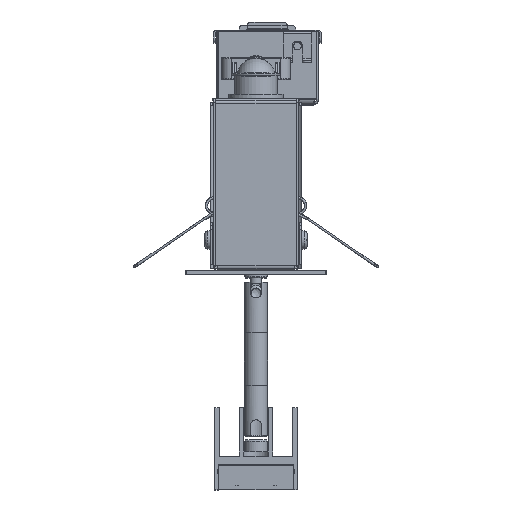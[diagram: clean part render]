
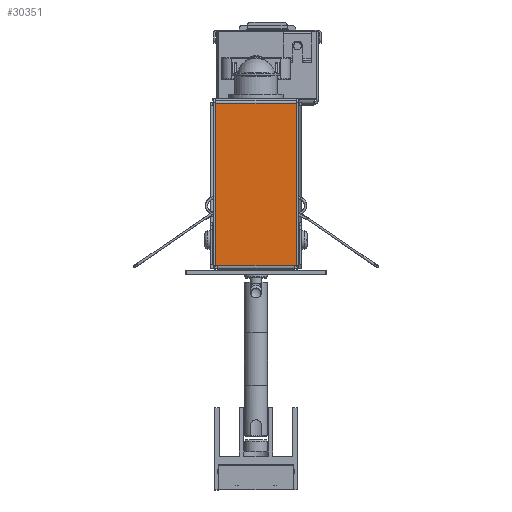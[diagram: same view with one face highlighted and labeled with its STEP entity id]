
A CAD part, top view. The second image highlights one B-rep face of the part: STEP entity #30351.
In plain terms, the highlighted planar face has unit normal (0, 0, 1).
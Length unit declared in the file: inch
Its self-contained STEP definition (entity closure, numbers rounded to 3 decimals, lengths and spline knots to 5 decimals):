
#4951 = AXIS2_PLACEMENT_3D ( 'NONE', #6498, #6499, #6500 ) ;
#6489 = PLANE ( 'NONE',  #4951 ) ;
#6498 = CARTESIAN_POINT ( 'NONE',  ( 0., 0.0396, 0.75835 ) ) ;
#6499 = DIRECTION ( 'NONE',  ( 0., 0., 1. ) ) ;
#6500 = DIRECTION ( 'NONE',  ( 0., 1., 0. ) ) ;
#6684 = VERTEX_POINT ( 'NONE', #14412 ) ;
#6700 = VERTEX_POINT ( 'NONE', #14431 ) ;
#6779 = VERTEX_POINT ( 'NONE', #14531 ) ;
#7881 = FACE_OUTER_BOUND ( 'NONE', #25621, .T. ) ;
#11511 = VERTEX_POINT ( 'NONE', #27460 ) ;
#11517 = VERTEX_POINT ( 'NONE', #27466 ) ;
#13043 = VERTEX_POINT ( 'NONE', #27625 ) ;
#14412 = CARTESIAN_POINT ( 'NONE',  ( 0.70875, 0.0796, 0.75835 ) ) ;
#14431 = CARTESIAN_POINT ( 'NONE',  ( -0.70875, 2.961, 0.75835 ) ) ;
#14531 = CARTESIAN_POINT ( 'NONE',  ( 0.70875, 2.961, 0.75835 ) ) ;
#25621 = EDGE_LOOP ( 'NONE', ( #25982, #25983, #25998, #26019, #26010, #26013 ) ) ;
#25982 = ORIENTED_EDGE ( 'NONE', *, *, #28637, .T. ) ;
#25983 = ORIENTED_EDGE ( 'NONE', *, *, #28638, .T. ) ;
#25998 = ORIENTED_EDGE ( 'NONE', *, *, #28639, .F. ) ;
#26010 = ORIENTED_EDGE ( 'NONE', *, *, #28635, .T. ) ;
#26013 = ORIENTED_EDGE ( 'NONE', *, *, #28641, .T. ) ;
#26019 = ORIENTED_EDGE ( 'NONE', *, *, #28640, .F. ) ;
#27460 = CARTESIAN_POINT ( 'NONE',  ( 0.69091, 0.0796, 0.75835 ) ) ;
#27466 = CARTESIAN_POINT ( 'NONE',  ( -0.69091, 0.0796, 0.75835 ) ) ;
#27625 = CARTESIAN_POINT ( 'NONE',  ( -0.70875, 0.0796, 0.75835 ) ) ;
#28635 = EDGE_CURVE ( 'NONE', #11517, #11511, #39349, .T. ) ;
#28637 = EDGE_CURVE ( 'NONE', #6684, #6779, #39351, .T. ) ;
#28638 = EDGE_CURVE ( 'NONE', #6779, #6700, #39346, .T. ) ;
#28639 = EDGE_CURVE ( 'NONE', #13043, #6700, #39353, .T. ) ;
#28640 = EDGE_CURVE ( 'NONE', #11517, #13043, #39356, .T. ) ;
#28641 = EDGE_CURVE ( 'NONE', #11511, #6684, #39358, .T. ) ;
#30351 = ADVANCED_FACE ( 'NONE', ( #7881 ), #6489, .T. ) ;
#39346 = LINE ( 'NONE', #40776, #39355 ) ;
#39349 = LINE ( 'NONE', #40762, #39350 ) ;
#39350 = VECTOR ( 'NONE', #40764, 39.37008 ) ;
#39351 = LINE ( 'NONE', #40774, #39352 ) ;
#39352 = VECTOR ( 'NONE', #40775, 39.37008 ) ;
#39353 = LINE ( 'NONE', #40778, #39357 ) ;
#39355 = VECTOR ( 'NONE', #40777, 39.37008 ) ;
#39356 = LINE ( 'NONE', #40780, #39359 ) ;
#39357 = VECTOR ( 'NONE', #40779, 39.37008 ) ;
#39358 = LINE ( 'NONE', #40782, #39361 ) ;
#39359 = VECTOR ( 'NONE', #40781, 39.37008 ) ;
#39361 = VECTOR ( 'NONE', #40783, 39.37008 ) ;
#40762 = CARTESIAN_POINT ( 'NONE',  ( 0., 0.0796, 0.75835 ) ) ;
#40764 = DIRECTION ( 'NONE',  ( 1., 0., 0. ) ) ;
#40774 = CARTESIAN_POINT ( 'NONE',  ( 0.70875, 0.0796, 0.75835 ) ) ;
#40775 = DIRECTION ( 'NONE',  ( 0., 1., 0. ) ) ;
#40776 = CARTESIAN_POINT ( 'NONE',  ( 0.70875, 2.961, 0.75835 ) ) ;
#40777 = DIRECTION ( 'NONE',  ( -1., 0., 0. ) ) ;
#40778 = CARTESIAN_POINT ( 'NONE',  ( -0.70875, 0.0796, 0.75835 ) ) ;
#40779 = DIRECTION ( 'NONE',  ( 0., 1., 0. ) ) ;
#40780 = CARTESIAN_POINT ( 'NONE',  ( -0.69091, 0.0796, 0.75835 ) ) ;
#40781 = DIRECTION ( 'NONE',  ( -1., 0., 0. ) ) ;
#40782 = CARTESIAN_POINT ( 'NONE',  ( 0.69091, 0.0796, 0.75835 ) ) ;
#40783 = DIRECTION ( 'NONE',  ( 1., 0., 0. ) ) ;
